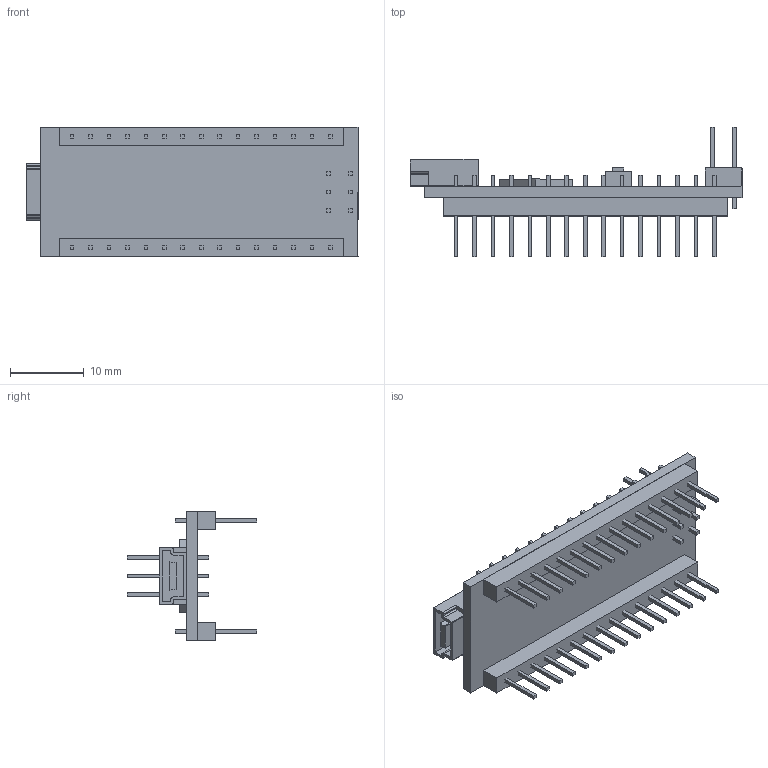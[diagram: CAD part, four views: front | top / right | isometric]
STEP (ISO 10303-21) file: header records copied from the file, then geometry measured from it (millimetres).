
FILE_DESCRIPTION (( 'STEP AP214' ), '1' );
FILE_NAME ('Arduino Nano.STEP', '2015-11-08T14:34:05', ( '' ), ( '' ), 'SwSTEP 2.0', 'SolidWorks 2015', '' );
FILE_SCHEMA (( 'AUTOMOTIVE_DESIGN' ));
Length unit declared in the file: millimetre
Products named in the file (1): Arduino Nano
Bounding box: 45 x 17.5 x 17.6 mm (x, y, z)
Volume: 2049.2 mm3; surface area: 4141.8 mm2
Topology: 44 solids, 44 shells, 368 faces, 810 edges, 540 vertices
Faces by surface type: plane 352, cylinder 16
Entity records: 13832 total; most frequent: CARTESIAN_POINT 1719, ORIENTED_EDGE 1620, DIRECTION 1578, EDGE_CURVE 810, LINE 780, VECTOR 780, VERTEX_POINT 540, AXIS2_PLACEMENT_3D 399
